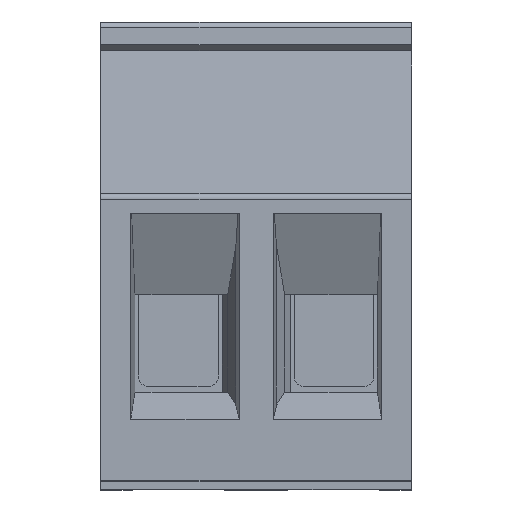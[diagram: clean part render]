
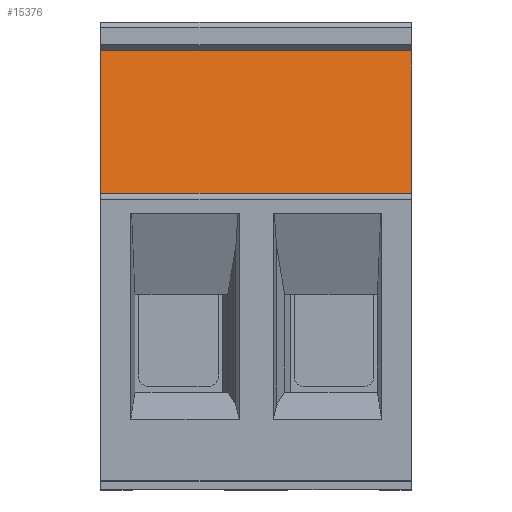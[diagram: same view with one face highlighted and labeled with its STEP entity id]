
A CAD part, top view. The second image highlights one B-rep face of the part: STEP entity #15376.
In plain terms, the highlighted planar face has unit normal (0, 0.174, 0.985).
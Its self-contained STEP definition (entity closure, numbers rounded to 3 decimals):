
#6745 = PLANE('',#6746);
#6746 = AXIS2_PLACEMENT_3D('',#6747,#6748,#6749);
#6747 = CARTESIAN_POINT('',(-5.065,-41.453,-36.502));
#6748 = DIRECTION('',(-1.,0.,0.));
#6749 = DIRECTION('',(0.,0.,1.));
#8938 = PLANE('',#8939);
#8939 = AXIS2_PLACEMENT_3D('',#8940,#8941,#8942);
#8940 = CARTESIAN_POINT('',(5.095,-41.453,-36.502));
#8941 = DIRECTION('',(-1.,0.,0.));
#8942 = DIRECTION('',(0.,0.,1.));
#10808 = VERTEX_POINT('',#10809);
#10809 = CARTESIAN_POINT('',(-5.065,5.86,21.725));
#10823 = PLANE('',#10824);
#10824 = AXIS2_PLACEMENT_3D('',#10825,#10826,#10827);
#10825 = CARTESIAN_POINT('',(2.475,5.86,21.825));
#10826 = DIRECTION('',(0.,-1.,0.));
#10827 = DIRECTION('',(0.,0.,1.));
#10835 = EDGE_CURVE('',#10836,#10808,#10838,.T.);
#10836 = VERTEX_POINT('',#10837);
#10837 = CARTESIAN_POINT('',(-5.065,10.513,20.904));
#10838 = SURFACE_CURVE('',#10839,(#10843,#10850),.PCURVE_S1.);
#10839 = LINE('',#10840,#10841);
#10840 = CARTESIAN_POINT('',(-5.065,-41.453,30.068));
#10841 = VECTOR('',#10842,1.);
#10842 = DIRECTION('',(0.,-0.985,
    0.174));
#10843 = PCURVE('',#6745,#10844);
#10844 = DEFINITIONAL_REPRESENTATION('',(#10845),#10849);
#10845 = LINE('',#10846,#10847);
#10846 = CARTESIAN_POINT('',(66.569,0.));
#10847 = VECTOR('',#10848,1.);
#10848 = DIRECTION('',(0.174,-0.985));
#10849 = ( GEOMETRIC_REPRESENTATION_CONTEXT(2) 
PARAMETRIC_REPRESENTATION_CONTEXT() REPRESENTATION_CONTEXT('2D SPACE',''
  ) );
#10850 = PCURVE('',#10851,#10856);
#10851 = PLANE('',#10852);
#10852 = AXIS2_PLACEMENT_3D('',#10853,#10854,#10855);
#10853 = CARTESIAN_POINT('',(-2.525,10.513,20.904));
#10854 = DIRECTION('',(0.,0.174,
    0.985));
#10855 = DIRECTION('',(0.,-0.985,
    0.174));
#10856 = DEFINITIONAL_REPRESENTATION('',(#10857),#10861);
#10857 = LINE('',#10858,#10859);
#10858 = CARTESIAN_POINT('',(52.768,-2.54));
#10859 = VECTOR('',#10860,1.);
#10860 = DIRECTION('',(1.,0.));
#10861 = ( GEOMETRIC_REPRESENTATION_CONTEXT(2) 
PARAMETRIC_REPRESENTATION_CONTEXT() REPRESENTATION_CONTEXT('2D SPACE',''
  ) );
#10879 = PLANE('',#10880);
#10880 = AXIS2_PLACEMENT_3D('',#10881,#10882,#10883);
#10881 = CARTESIAN_POINT('',(-2.525,10.513,20.904));
#10882 = DIRECTION('',(0.,-0.866,0.5));
#10883 = DIRECTION('',(0.,-0.5,-0.866));
#13219 = VERTEX_POINT('',#13220);
#13220 = CARTESIAN_POINT('',(5.095,10.513,20.904));
#13241 = EDGE_CURVE('',#13219,#13242,#13244,.T.);
#13242 = VERTEX_POINT('',#13243);
#13243 = CARTESIAN_POINT('',(5.095,5.86,21.725));
#13244 = SURFACE_CURVE('',#13245,(#13249,#13256),.PCURVE_S1.);
#13245 = LINE('',#13246,#13247);
#13246 = CARTESIAN_POINT('',(5.095,-41.453,30.068));
#13247 = VECTOR('',#13248,1.);
#13248 = DIRECTION('',(0.,-0.985,
    0.174));
#13249 = PCURVE('',#8938,#13250);
#13250 = DEFINITIONAL_REPRESENTATION('',(#13251),#13255);
#13251 = LINE('',#13252,#13253);
#13252 = CARTESIAN_POINT('',(66.569,0.));
#13253 = VECTOR('',#13254,1.);
#13254 = DIRECTION('',(0.174,-0.985));
#13255 = ( GEOMETRIC_REPRESENTATION_CONTEXT(2) 
PARAMETRIC_REPRESENTATION_CONTEXT() REPRESENTATION_CONTEXT('2D SPACE',''
  ) );
#13256 = PCURVE('',#10851,#13257);
#13257 = DEFINITIONAL_REPRESENTATION('',(#13258),#13262);
#13258 = LINE('',#13259,#13260);
#13259 = CARTESIAN_POINT('',(52.768,7.62));
#13260 = VECTOR('',#13261,1.);
#13261 = DIRECTION('',(1.,0.));
#13262 = ( GEOMETRIC_REPRESENTATION_CONTEXT(2) 
PARAMETRIC_REPRESENTATION_CONTEXT() REPRESENTATION_CONTEXT('2D SPACE',''
  ) );
#15355 = EDGE_CURVE('',#13242,#10808,#15356,.T.);
#15356 = SURFACE_CURVE('',#15357,(#15361,#15368),.PCURVE_S1.);
#15357 = LINE('',#15358,#15359);
#15358 = CARTESIAN_POINT('',(-2.525,5.86,21.725));
#15359 = VECTOR('',#15360,1.);
#15360 = DIRECTION('',(-1.,0.,0.));
#15361 = PCURVE('',#10823,#15362);
#15362 = DEFINITIONAL_REPRESENTATION('',(#15363),#15367);
#15363 = LINE('',#15364,#15365);
#15364 = CARTESIAN_POINT('',(-0.1,5.));
#15365 = VECTOR('',#15366,1.);
#15366 = DIRECTION('',(0.,1.));
#15367 = ( GEOMETRIC_REPRESENTATION_CONTEXT(2) 
PARAMETRIC_REPRESENTATION_CONTEXT() REPRESENTATION_CONTEXT('2D SPACE',''
  ) );
#15368 = PCURVE('',#10851,#15369);
#15369 = DEFINITIONAL_REPRESENTATION('',(#15370),#15374);
#15370 = LINE('',#15371,#15372);
#15371 = CARTESIAN_POINT('',(4.725,0.));
#15372 = VECTOR('',#15373,1.);
#15373 = DIRECTION('',(0.,-1.));
#15374 = ( GEOMETRIC_REPRESENTATION_CONTEXT(2) 
PARAMETRIC_REPRESENTATION_CONTEXT() REPRESENTATION_CONTEXT('2D SPACE',''
  ) );
#15376 = ADVANCED_FACE('',(#15377),#10851,.T.);
#15377 = FACE_BOUND('',#15378,.T.);
#15378 = EDGE_LOOP('',(#15379,#15400,#15401,#15402));
#15379 = ORIENTED_EDGE('',*,*,#15380,.T.);
#15380 = EDGE_CURVE('',#13219,#10836,#15381,.T.);
#15381 = SURFACE_CURVE('',#15382,(#15386,#15393),.PCURVE_S1.);
#15382 = LINE('',#15383,#15384);
#15383 = CARTESIAN_POINT('',(-2.525,10.513,20.904));
#15384 = VECTOR('',#15385,1.);
#15385 = DIRECTION('',(-1.,0.,0.));
#15386 = PCURVE('',#10851,#15387);
#15387 = DEFINITIONAL_REPRESENTATION('',(#15388),#15392);
#15388 = LINE('',#15389,#15390);
#15389 = CARTESIAN_POINT('',(0.,0.));
#15390 = VECTOR('',#15391,1.);
#15391 = DIRECTION('',(0.,-1.));
#15392 = ( GEOMETRIC_REPRESENTATION_CONTEXT(2) 
PARAMETRIC_REPRESENTATION_CONTEXT() REPRESENTATION_CONTEXT('2D SPACE',''
  ) );
#15393 = PCURVE('',#10879,#15394);
#15394 = DEFINITIONAL_REPRESENTATION('',(#15395),#15399);
#15395 = LINE('',#15396,#15397);
#15396 = CARTESIAN_POINT('',(0.,0.));
#15397 = VECTOR('',#15398,1.);
#15398 = DIRECTION('',(0.,-1.));
#15399 = ( GEOMETRIC_REPRESENTATION_CONTEXT(2) 
PARAMETRIC_REPRESENTATION_CONTEXT() REPRESENTATION_CONTEXT('2D SPACE',''
  ) );
#15400 = ORIENTED_EDGE('',*,*,#10835,.T.);
#15401 = ORIENTED_EDGE('',*,*,#15355,.F.);
#15402 = ORIENTED_EDGE('',*,*,#13241,.F.);
